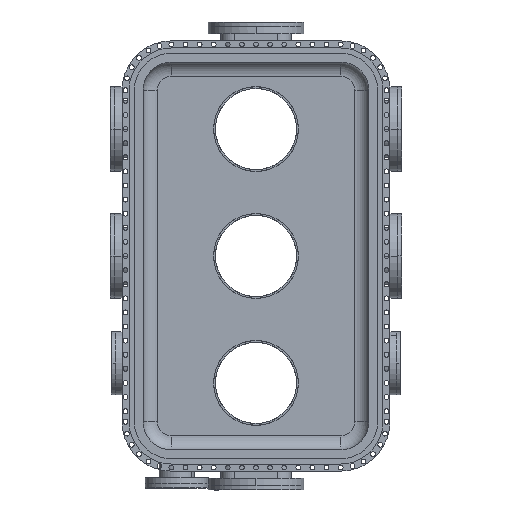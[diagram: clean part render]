
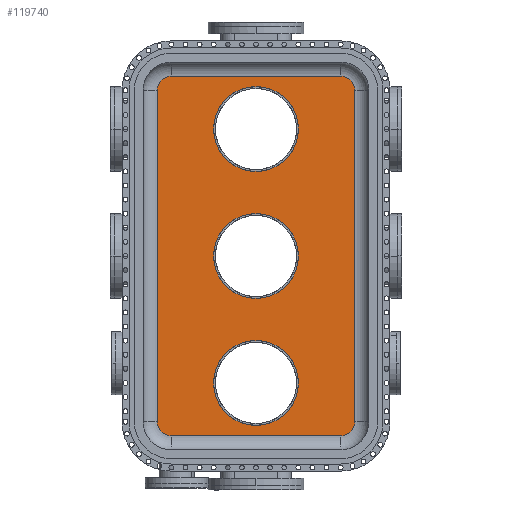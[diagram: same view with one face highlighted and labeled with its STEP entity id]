
A CAD part, front view. The second image highlights one B-rep face of the part: STEP entity #119740.
In plain terms, the highlighted planar face has unit normal (0, -1, 0).
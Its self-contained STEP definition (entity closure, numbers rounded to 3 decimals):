
#118540=CARTESIAN_POINT('',(-219.169,180.908,508.591))
;
#118550=DIRECTION('',(0.,-1.,0.));
#118560=DIRECTION('',(1.,0.,0.));
#118570=AXIS2_PLACEMENT_3D('',#118540,#118550,#118560);
#118580=PLANE('',#118570);
#118590=CARTESIAN_POINT('',(-177.8,180.908,0.483));
#118600=DIRECTION('',(0.,0.,1.));
#118610=VECTOR('',#118600,1.);
#118620=LINE('',#118590,#118610);
#118630=CARTESIAN_POINT('',(-177.8,180.908,-118.31));
#118640=VERTEX_POINT('',#118630);
#118650=CARTESIAN_POINT('',(-177.8,180.908,478.59));
#118660=VERTEX_POINT('',#118650);
#118670=EDGE_CURVE('',#118640,#118660,#118620,.T.);
#118680=ORIENTED_EDGE('',*,*,#118670,.F.);
#118690=CARTESIAN_POINT('',(-152.4,180.908,478.59));
#118700=DIRECTION('',(0.,1.,0.));
#118710=DIRECTION('',(-1.,0.,0.));
#118720=AXIS2_PLACEMENT_3D('',#118690,#118700,#118710);
#118730=CIRCLE('',#118720,25.4);
#118740=CARTESIAN_POINT('',(-152.4,180.908,503.99));
#118750=VERTEX_POINT('',#118740);
#118760=EDGE_CURVE('',#118660,#118750,#118730,.T.);
#118770=ORIENTED_EDGE('',*,*,#118760,.F.);
#118780=CARTESIAN_POINT('',(242.815,180.908,503.99));
#118790=DIRECTION('',(-1.,0.,0.));
#118800=VECTOR('',#118790,1.);
#118810=LINE('',#118780,#118800);
#118820=CARTESIAN_POINT('',(152.4,180.908,503.99));
#118830=VERTEX_POINT('',#118820);
#118840=EDGE_CURVE('',#118830,#118750,#118810,.T.);
#118850=ORIENTED_EDGE('',*,*,#118840,.T.);
#118860=CARTESIAN_POINT('',(152.4,180.908,478.59));
#118870=DIRECTION('',(0.,1.,0.));
#118880=DIRECTION('',(-1.,0.,0.));
#118890=AXIS2_PLACEMENT_3D('',#118860,#118870,#118880);
#118900=CIRCLE('',#118890,25.4);
#118910=CARTESIAN_POINT('',(177.8,180.908,478.59));
#118920=VERTEX_POINT('',#118910);
#118930=EDGE_CURVE('',#118830,#118920,#118900,.T.);
#118940=ORIENTED_EDGE('',*,*,#118930,.F.);
#118950=CARTESIAN_POINT('',(177.8,180.908,0.483));
#118960=DIRECTION('',(0.,0.,-1.));
#118970=VECTOR('',#118960,1.);
#118980=LINE('',#118950,#118970);
#118990=CARTESIAN_POINT('',(177.8,180.908,-118.31));
#119000=VERTEX_POINT('',#118990);
#119010=EDGE_CURVE('',#118920,#119000,#118980,.T.);
#119020=ORIENTED_EDGE('',*,*,#119010,.F.);
#119030=CARTESIAN_POINT('',(152.4,180.908,-118.31));
#119040=DIRECTION('',(0.,1.,0.));
#119050=DIRECTION('',(-1.,0.,0.));
#119060=AXIS2_PLACEMENT_3D('',#119030,#119040,#119050);
#119070=CIRCLE('',#119060,25.4);
#119080=CARTESIAN_POINT('',(152.4,180.908,-143.71));
#119090=VERTEX_POINT('',#119080);
#119100=EDGE_CURVE('',#119000,#119090,#119070,.T.);
#119110=ORIENTED_EDGE('',*,*,#119100,.F.);
#119120=CARTESIAN_POINT('',(242.815,180.908,-143.71));
#119130=DIRECTION('',(-1.,0.,0.));
#119140=VECTOR('',#119130,1.);
#119150=LINE('',#119120,#119140);
#119160=CARTESIAN_POINT('',(-152.4,180.908,-143.71));
#119170=VERTEX_POINT('',#119160);
#119180=EDGE_CURVE('',#119090,#119170,#119150,.T.);
#119190=ORIENTED_EDGE('',*,*,#119180,.F.);
#119200=CARTESIAN_POINT('',(-152.4,180.908,-118.31));
#119210=DIRECTION('',(0.,1.,0.));
#119220=DIRECTION('',(-1.,0.,0.));
#119230=AXIS2_PLACEMENT_3D('',#119200,#119210,#119220);
#119240=CIRCLE('',#119230,25.4);
#119250=EDGE_CURVE('',#119170,#118640,#119240,.T.);
#119260=ORIENTED_EDGE('',*,*,#119250,.F.);
#119270=EDGE_LOOP('',(#119260,#119190,#119110,#119020,#118940,#118850,
#118770,#118680));
#119280=FACE_OUTER_BOUND('',#119270,.T.);
#119290=CARTESIAN_POINT('',(0.,180.908,408.74));
#119300=DIRECTION('',(0.,1.,0.));
#119310=DIRECTION('',(0.,0.,1.));
#119320=AXIS2_PLACEMENT_3D('',#119290,#119300,#119310);
#119330=CIRCLE('',#119320,76.454);
#119340=CARTESIAN_POINT('',(0.,180.908,
485.194));
#119350=VERTEX_POINT('',#119340);
#119360=CARTESIAN_POINT('',(0.,180.908,
332.286));
#119370=VERTEX_POINT('',#119360);
#119380=EDGE_CURVE('',#119350,#119370,#119330,.T.);
#119390=ORIENTED_EDGE('',*,*,#119380,.T.);
#119400=EDGE_CURVE('',#119370,#119350,#119330,.T.);
#119410=ORIENTED_EDGE('',*,*,#119400,.T.);
#119420=EDGE_LOOP('',(#119410,#119390));
#119430=FACE_BOUND('',#119420,.T.);
#119440=CARTESIAN_POINT('',(0.,180.908,180.14));
#119450=DIRECTION('',(0.,1.,0.));
#119460=DIRECTION('',(0.,0.,1.));
#119470=AXIS2_PLACEMENT_3D('',#119440,#119450,#119460);
#119480=CIRCLE('',#119470,76.454);
#119490=CARTESIAN_POINT('',(0.,180.908,
256.594));
#119500=VERTEX_POINT('',#119490);
#119510=CARTESIAN_POINT('',(0.,180.908,
103.686));
#119520=VERTEX_POINT('',#119510);
#119530=EDGE_CURVE('',#119500,#119520,#119480,.T.);
#119540=ORIENTED_EDGE('',*,*,#119530,.T.);
#119550=EDGE_CURVE('',#119520,#119500,#119480,.T.);
#119560=ORIENTED_EDGE('',*,*,#119550,.T.);
#119570=EDGE_LOOP('',(#119560,#119540));
#119580=FACE_BOUND('',#119570,.T.);
#119590=CARTESIAN_POINT('',(0.,180.908,-48.46));
#119600=DIRECTION('',(0.,-1.,0.));
#119610=DIRECTION('',(1.,0.,0.));
#119620=AXIS2_PLACEMENT_3D('',#119590,#119600,#119610);
#119630=CIRCLE('',#119620,76.454);
#119640=CARTESIAN_POINT('',(76.454,180.908,-48.46));
#119650=VERTEX_POINT('',#119640);
#119660=CARTESIAN_POINT('',(-76.454,180.908,-48.46));
#119670=VERTEX_POINT('',#119660);
#119680=EDGE_CURVE('',#119650,#119670,#119630,.T.);
#119690=ORIENTED_EDGE('',*,*,#119680,.F.);
#119700=EDGE_CURVE('',#119670,#119650,#119630,.T.);
#119710=ORIENTED_EDGE('',*,*,#119700,.F.);
#119720=EDGE_LOOP('',(#119710,#119690));
#119730=FACE_BOUND('',#119720,.T.);
#119740=ADVANCED_FACE('',(#119280,#119430,#119580,#119730),#118580,.T.);
